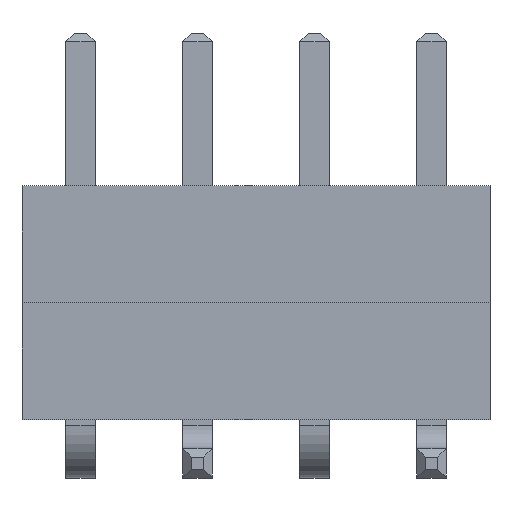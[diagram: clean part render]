
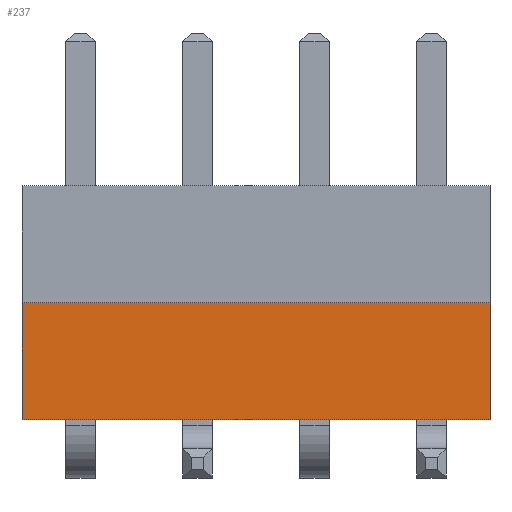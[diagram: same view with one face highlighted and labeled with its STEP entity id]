
A CAD part, top view. The second image highlights one B-rep face of the part: STEP entity #237.
In plain terms, the highlighted planar face has unit normal (0, 0, 1).
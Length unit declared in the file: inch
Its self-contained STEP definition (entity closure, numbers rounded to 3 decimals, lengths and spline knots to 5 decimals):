
#237 = ADVANCED_FACE( '', ( #555 ), #556, .F. );
#555 = FACE_OUTER_BOUND( '', #987, .T. );
#556 = PLANE( '', #988 );
#987 = EDGE_LOOP( '', ( #1468, #1469, #1470, #1471 ) );
#988 = AXIS2_PLACEMENT_3D( '', #1472, #1473, #1474 );
#1468 = ORIENTED_EDGE( '', *, *, #2680, .T. );
#1469 = ORIENTED_EDGE( '', *, *, #2681, .F. );
#1470 = ORIENTED_EDGE( '', *, *, #2682, .F. );
#1471 = ORIENTED_EDGE( '', *, *, #2683, .T. );
#1472 = CARTESIAN_POINT( '', ( -0.2, 0.1, 0.05 ) );
#1473 = DIRECTION( '', ( 0., 0., -1. ) );
#1474 = DIRECTION( '', ( -1., 0., 0. ) );
#2680 = EDGE_CURVE( '', #3214, #3215, #3216, .T. );
#2681 = EDGE_CURVE( '', #3217, #3215, #3218, .T. );
#2682 = EDGE_CURVE( '', #3219, #3217, #3220, .T. );
#2683 = EDGE_CURVE( '', #3219, #3214, #3221, .T. );
#3214 = VERTEX_POINT( '', #3972 );
#3215 = VERTEX_POINT( '', #3973 );
#3216 = LINE( '', #3974, #3975 );
#3217 = VERTEX_POINT( '', #3976 );
#3218 = LINE( '', #3977, #3978 );
#3219 = VERTEX_POINT( '', #3979 );
#3220 = LINE( '', #3980, #3981 );
#3221 = LINE( '', #3982, #3983 );
#3972 = CARTESIAN_POINT( '', ( -0.2, 0., 0.05 ) );
#3973 = CARTESIAN_POINT( '', ( 0.2, 0., 0.05 ) );
#3974 = CARTESIAN_POINT( '', ( -0.2, 0., 0.05 ) );
#3975 = VECTOR( '', #4916, 39.37008 );
#3976 = CARTESIAN_POINT( '', ( 0.2, 0.1, 0.05 ) );
#3977 = CARTESIAN_POINT( '', ( 0.2, 0.1, 0.05 ) );
#3978 = VECTOR( '', #4917, 39.37008 );
#3979 = CARTESIAN_POINT( '', ( -0.2, 0.1, 0.05 ) );
#3980 = CARTESIAN_POINT( '', ( -0.2, 0.1, 0.05 ) );
#3981 = VECTOR( '', #4918, 39.37008 );
#3982 = CARTESIAN_POINT( '', ( -0.2, 0.1, 0.05 ) );
#3983 = VECTOR( '', #4919, 39.37008 );
#4916 = DIRECTION( '', ( 1., 0., 0. ) );
#4917 = DIRECTION( '', ( 0., -1., 0. ) );
#4918 = DIRECTION( '', ( 1., 0., 0. ) );
#4919 = DIRECTION( '', ( 0., -1., 0. ) );
